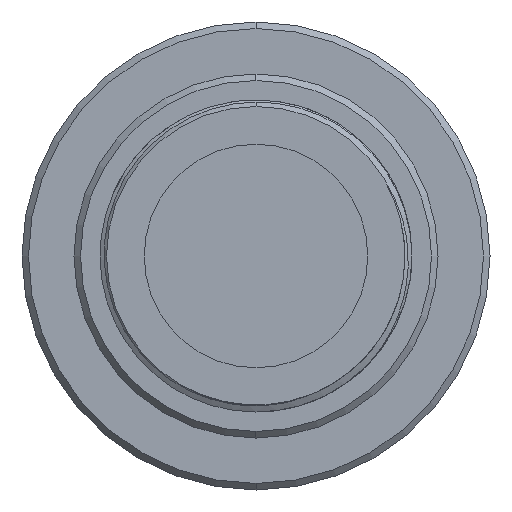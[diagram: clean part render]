
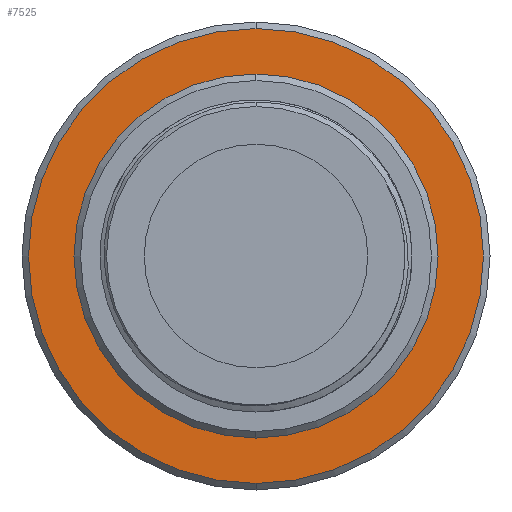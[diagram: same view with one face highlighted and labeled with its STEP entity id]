
A CAD part, left-side view. The second image highlights one B-rep face of the part: STEP entity #7525.
In plain terms, the highlighted face is planar.
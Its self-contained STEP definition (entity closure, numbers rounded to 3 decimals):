
#273 = EDGE_CURVE('',#274,#276,#278,.T.);
#274 = VERTEX_POINT('',#275);
#275 = CARTESIAN_POINT('',(0.,11.5,-8.75));
#276 = VERTEX_POINT('',#277);
#277 = CARTESIAN_POINT('',(0.,11.5,8.75));
#278 = SURFACE_CURVE('',#279,(#284,#296),.PCURVE_S1.);
#279 = CIRCLE('',#280,8.75);
#280 = AXIS2_PLACEMENT_3D('',#281,#282,#283);
#281 = CARTESIAN_POINT('',(0.,11.5,0.));
#282 = DIRECTION('',(0.,-1.,-0.));
#283 = DIRECTION('',(0.,0.,-1.));
#284 = PCURVE('',#285,#290);
#285 = CONICAL_SURFACE('',#286,8.75,0.785);
#286 = AXIS2_PLACEMENT_3D('',#287,#288,#289);
#287 = CARTESIAN_POINT('',(0.,11.5,0.));
#288 = DIRECTION('',(0.,1.,0.));
#289 = DIRECTION('',(0.,-0.,1.));
#290 = DEFINITIONAL_REPRESENTATION('',(#291),#295);
#291 = LINE('',#292,#293);
#292 = CARTESIAN_POINT('',(3.142,0.));
#293 = VECTOR('',#294,1.);
#294 = DIRECTION('',(-1.,0.));
#295 = ( GEOMETRIC_REPRESENTATION_CONTEXT(2) 
PARAMETRIC_REPRESENTATION_CONTEXT() REPRESENTATION_CONTEXT('2D SPACE',''
  ) );
#296 = PCURVE('',#297,#302);
#297 = PLANE('',#298);
#298 = AXIS2_PLACEMENT_3D('',#299,#300,#301);
#299 = CARTESIAN_POINT('',(7.,11.5,0.));
#300 = DIRECTION('',(0.,-1.,-0.));
#301 = DIRECTION('',(0.,0.,-1.));
#302 = DEFINITIONAL_REPRESENTATION('',(#303),#307);
#303 = CIRCLE('',#304,8.75);
#304 = AXIS2_PLACEMENT_2D('',#305,#306);
#305 = CARTESIAN_POINT('',(0.,-7.));
#306 = DIRECTION('',(1.,0.));
#307 = ( GEOMETRIC_REPRESENTATION_CONTEXT(2) 
PARAMETRIC_REPRESENTATION_CONTEXT() REPRESENTATION_CONTEXT('2D SPACE',''
  ) );
#325 = CONICAL_SURFACE('',#326,8.75,0.785);
#326 = AXIS2_PLACEMENT_3D('',#327,#328,#329);
#327 = CARTESIAN_POINT('',(0.,11.5,0.));
#328 = DIRECTION('',(0.,1.,0.));
#329 = DIRECTION('',(0.,-0.,1.));
#466 = CYLINDRICAL_SURFACE('',#467,7.);
#467 = AXIS2_PLACEMENT_3D('',#468,#469,#470);
#468 = CARTESIAN_POINT('',(0.,0.,0.));
#469 = DIRECTION('',(-0.,-1.,-0.));
#470 = DIRECTION('',(0.,0.,-1.));
#618 = EDGE_CURVE('',#619,#621,#623,.T.);
#619 = VERTEX_POINT('',#620);
#620 = CARTESIAN_POINT('',(0.,11.5,-7.));
#621 = VERTEX_POINT('',#622);
#622 = CARTESIAN_POINT('',(0.,11.5,7.));
#623 = SURFACE_CURVE('',#624,(#629,#636),.PCURVE_S1.);
#624 = CIRCLE('',#625,7.);
#625 = AXIS2_PLACEMENT_3D('',#626,#627,#628);
#626 = CARTESIAN_POINT('',(0.,11.5,0.));
#627 = DIRECTION('',(0.,-1.,-0.));
#628 = DIRECTION('',(0.,0.,-1.));
#629 = PCURVE('',#466,#630);
#630 = DEFINITIONAL_REPRESENTATION('',(#631),#635);
#631 = LINE('',#632,#633);
#632 = CARTESIAN_POINT('',(0.,-11.5));
#633 = VECTOR('',#634,1.);
#634 = DIRECTION('',(1.,0.));
#635 = ( GEOMETRIC_REPRESENTATION_CONTEXT(2) 
PARAMETRIC_REPRESENTATION_CONTEXT() REPRESENTATION_CONTEXT('2D SPACE',''
  ) );
#636 = PCURVE('',#297,#637);
#637 = DEFINITIONAL_REPRESENTATION('',(#638),#642);
#638 = CIRCLE('',#639,7.);
#639 = AXIS2_PLACEMENT_2D('',#640,#641);
#640 = CARTESIAN_POINT('',(0.,-7.));
#641 = DIRECTION('',(1.,0.));
#642 = ( GEOMETRIC_REPRESENTATION_CONTEXT(2) 
PARAMETRIC_REPRESENTATION_CONTEXT() REPRESENTATION_CONTEXT('2D SPACE',''
  ) );
#658 = CYLINDRICAL_SURFACE('',#659,7.);
#659 = AXIS2_PLACEMENT_3D('',#660,#661,#662);
#660 = CARTESIAN_POINT('',(0.,0.,0.));
#661 = DIRECTION('',(-0.,-1.,-0.));
#662 = DIRECTION('',(0.,0.,-1.));
#7525 = ADVANCED_FACE('',(#7526,#7551),#297,.T.);
#7526 = FACE_BOUND('',#7527,.T.);
#7527 = EDGE_LOOP('',(#7528,#7550));
#7528 = ORIENTED_EDGE('',*,*,#7529,.T.);
#7529 = EDGE_CURVE('',#276,#274,#7530,.T.);
#7530 = SURFACE_CURVE('',#7531,(#7536,#7543),.PCURVE_S1.);
#7531 = CIRCLE('',#7532,8.75);
#7532 = AXIS2_PLACEMENT_3D('',#7533,#7534,#7535);
#7533 = CARTESIAN_POINT('',(0.,11.5,0.));
#7534 = DIRECTION('',(0.,-1.,-0.));
#7535 = DIRECTION('',(0.,0.,-1.));
#7536 = PCURVE('',#297,#7537);
#7537 = DEFINITIONAL_REPRESENTATION('',(#7538),#7542);
#7538 = CIRCLE('',#7539,8.75);
#7539 = AXIS2_PLACEMENT_2D('',#7540,#7541);
#7540 = CARTESIAN_POINT('',(0.,-7.));
#7541 = DIRECTION('',(1.,0.));
#7542 = ( GEOMETRIC_REPRESENTATION_CONTEXT(2) 
PARAMETRIC_REPRESENTATION_CONTEXT() REPRESENTATION_CONTEXT('2D SPACE',''
  ) );
#7543 = PCURVE('',#325,#7544);
#7544 = DEFINITIONAL_REPRESENTATION('',(#7545),#7549);
#7545 = LINE('',#7546,#7547);
#7546 = CARTESIAN_POINT('',(9.425,0.));
#7547 = VECTOR('',#7548,1.);
#7548 = DIRECTION('',(-1.,0.));
#7549 = ( GEOMETRIC_REPRESENTATION_CONTEXT(2) 
PARAMETRIC_REPRESENTATION_CONTEXT() REPRESENTATION_CONTEXT('2D SPACE',''
  ) );
#7550 = ORIENTED_EDGE('',*,*,#273,.T.);
#7551 = FACE_BOUND('',#7552,.T.);
#7552 = EDGE_LOOP('',(#7553,#7554));
#7553 = ORIENTED_EDGE('',*,*,#618,.F.);
#7554 = ORIENTED_EDGE('',*,*,#7555,.F.);
#7555 = EDGE_CURVE('',#621,#619,#7556,.T.);
#7556 = SURFACE_CURVE('',#7557,(#7562,#7569),.PCURVE_S1.);
#7557 = CIRCLE('',#7558,7.);
#7558 = AXIS2_PLACEMENT_3D('',#7559,#7560,#7561);
#7559 = CARTESIAN_POINT('',(0.,11.5,0.));
#7560 = DIRECTION('',(0.,-1.,-0.));
#7561 = DIRECTION('',(0.,0.,-1.));
#7562 = PCURVE('',#297,#7563);
#7563 = DEFINITIONAL_REPRESENTATION('',(#7564),#7568);
#7564 = CIRCLE('',#7565,7.);
#7565 = AXIS2_PLACEMENT_2D('',#7566,#7567);
#7566 = CARTESIAN_POINT('',(0.,-7.));
#7567 = DIRECTION('',(1.,0.));
#7568 = ( GEOMETRIC_REPRESENTATION_CONTEXT(2) 
PARAMETRIC_REPRESENTATION_CONTEXT() REPRESENTATION_CONTEXT('2D SPACE',''
  ) );
#7569 = PCURVE('',#658,#7570);
#7570 = DEFINITIONAL_REPRESENTATION('',(#7571),#7575);
#7571 = LINE('',#7572,#7573);
#7572 = CARTESIAN_POINT('',(0.,-11.5));
#7573 = VECTOR('',#7574,1.);
#7574 = DIRECTION('',(1.,0.));
#7575 = ( GEOMETRIC_REPRESENTATION_CONTEXT(2) 
PARAMETRIC_REPRESENTATION_CONTEXT() REPRESENTATION_CONTEXT('2D SPACE',''
  ) );
